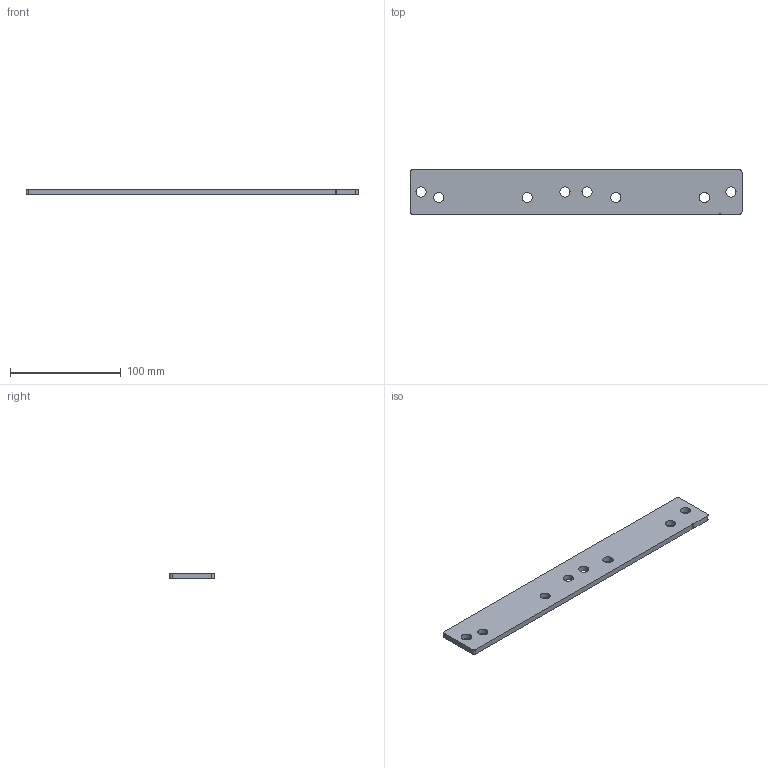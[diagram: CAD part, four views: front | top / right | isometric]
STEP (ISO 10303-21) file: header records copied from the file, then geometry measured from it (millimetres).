
FILE_DESCRIPTION (( 'STEP AP214' ), '1' );
FILE_NAME ('SNS.40.PL.08.Òîðöåâàÿ ïëàñòèíà 60 ãðàäóñîâ 300 ìì(V15).STEP', '2018-11-13T10:14:54', ( '' ), ( '' ), 'SwSTEP 2.0', 'SolidWorks 2018', '' );
FILE_SCHEMA (( 'AUTOMOTIVE_DESIGN' ));
Length unit declared in the file: millimetre
Products named in the file (1): SNS.40.PL.08.Òîðöåâàÿ ïëàñòèíà 60 ãðàäóñîâ 300 ìì(V15)
Bounding box: 300 x 40 x 5 mm (x, y, z)
Volume: 57350.4 mm3; surface area: 27475.7 mm2
Topology: 1 solids, 1 shells, 28 faces, 78 edges, 52 vertices
Faces by surface type: cylinder 21, plane 7
Entity records: 990 total; most frequent: DIRECTION 178, CARTESIAN_POINT 159, ORIENTED_EDGE 156, EDGE_CURVE 78, AXIS2_PLACEMENT_3D 71, VERTEX_POINT 52, EDGE_LOOP 44, CIRCLE 42
